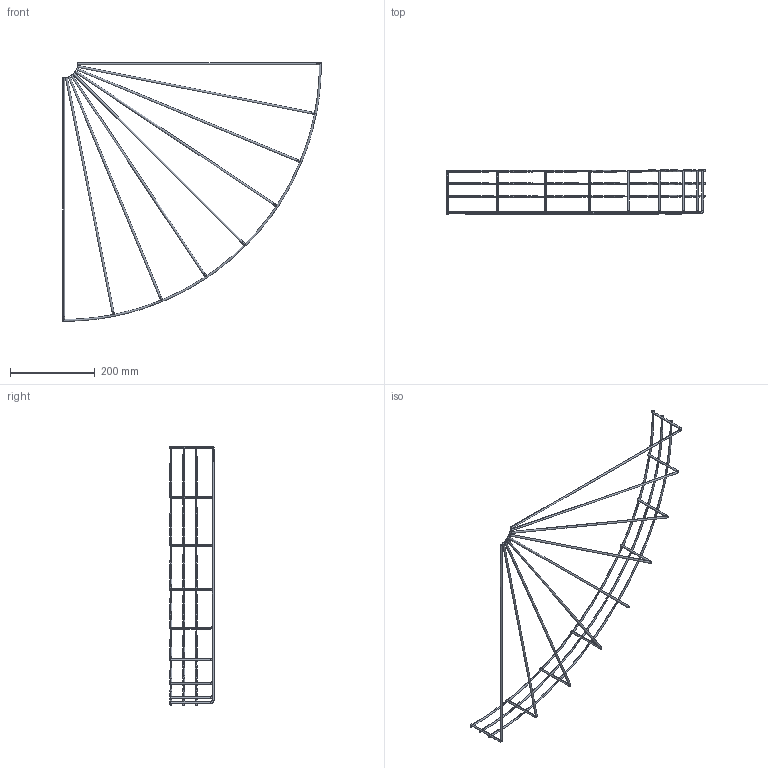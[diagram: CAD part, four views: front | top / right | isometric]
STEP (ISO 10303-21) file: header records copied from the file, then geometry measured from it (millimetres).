
FILE_DESCRIPTION (( 'STEP AP214' ), '1' );
FILE_NAME ('6002699_KSTP1.stp', '2018-09-27T05:42:48', ( '' ), ( '' ), 'SwSTEP 2.0', 'SolidWorks 2016', '' );
FILE_SCHEMA (( 'AUTOMOTIVE_DESIGN' ));
Length unit declared in the file: millimetre
Products named in the file (1): 6002699_KSTP1
Bounding box: 610.55 x 104.1 x 610.55 mm (x, y, z)
Volume: 153868.9 mm3; surface area: 130869.9 mm2
Topology: 1 solids, 1 shells, 96 faces, 354 edges, 228 vertices
Faces by surface type: cylinder 48, torus 24, plane 24
Entity records: 5217 total; most frequent: CARTESIAN_POINT 2269, ORIENTED_EDGE 708, DIRECTION 575, EDGE_CURVE 354, AXIS2_PLACEMENT_3D 250, VERTEX_POINT 228, CIRCLE 153, B_SPLINE_CURVE_WITH_KNOTS 108
